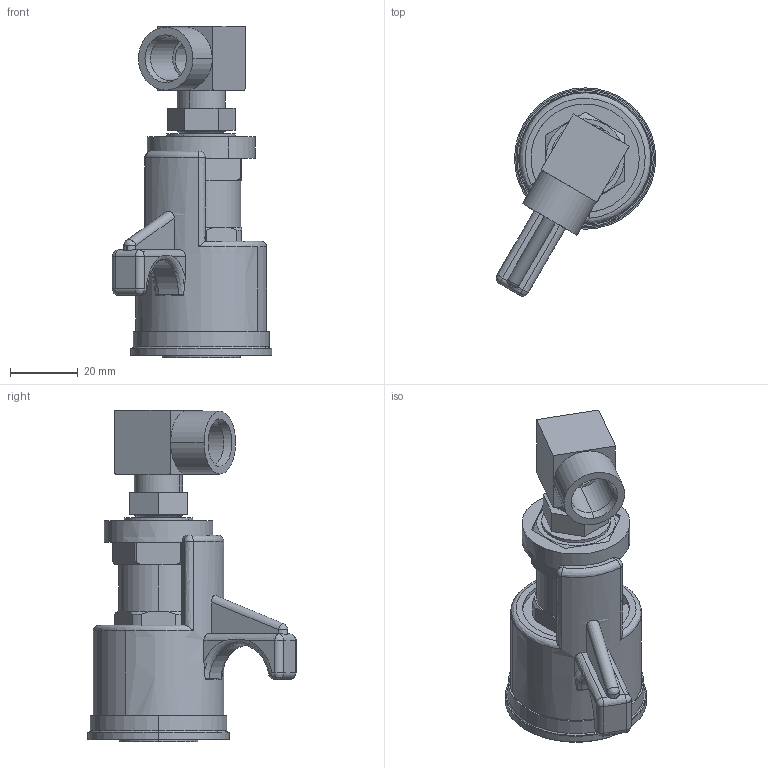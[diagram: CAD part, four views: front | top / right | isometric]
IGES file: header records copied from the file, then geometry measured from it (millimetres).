
Start section:  PTC IGES file: ilc56000902.igs
Global section: file name: ilc56000902.igs; native system: Creo Parametric by PTC Inc.; preprocessor: 2021164; author: Jweaver; organization: Unknown; date: 20230325.085155; units: inch
Bounding box: 47.18 x 61.6 x 97.89 mm (x, y, z)
Surface area: 25381.6 mm2 (no closed solid volume)
Topology: 0 solids, 0 shells, 222 faces, 1098 edges, 1098 vertices
Faces by surface type: revolution 125, bspline 97
